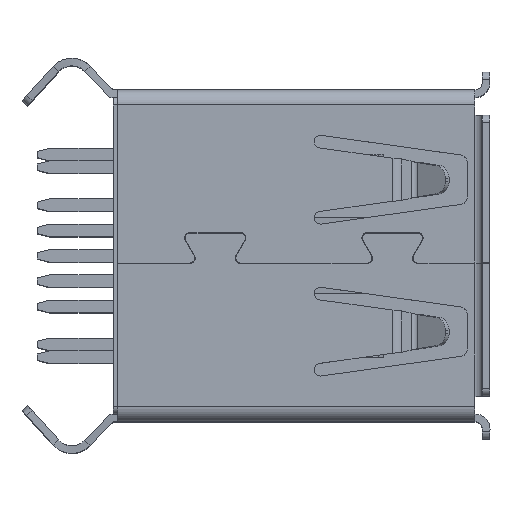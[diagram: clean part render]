
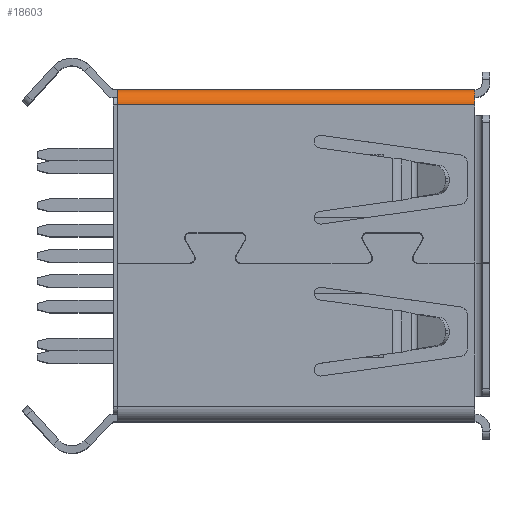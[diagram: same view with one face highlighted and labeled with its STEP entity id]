
A CAD part, top view. The second image highlights one B-rep face of the part: STEP entity #18603.
In plain terms, the highlighted cylindrical face has radius 0.6 mm (diameter 1.2 mm), a partial arc.
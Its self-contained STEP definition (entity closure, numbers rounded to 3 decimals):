
#1889=CARTESIAN_POINT('',(-5.475,6.183,6.51));
#1890=DIRECTION('',(-1.,0.,0.));
#1891=DIRECTION('',(0.,0.,1.));
#1892=AXIS2_PLACEMENT_3D('',#1889,#1890,#1891);
#4138=CARTESIAN_POINT('',(8.625,6.183,6.51));
#4139=DIRECTION('',(1.,0.,0.));
#4140=DIRECTION('',(0.,1.,0.));
#4141=AXIS2_PLACEMENT_3D('',#4138,#4139,#4140);
#4285=DIRECTION('',(-1.,0.,0.));
#4286=VECTOR('',#4285,14.1);
#4287=CARTESIAN_POINT('',(8.625,6.783,6.51));
#4288=LINE('',#4287,#4286);
#4289=DIRECTION('',(1.,0.,0.));
#4290=VECTOR('',#4289,14.1);
#4291=CARTESIAN_POINT('',(-5.475,6.183,7.11));
#4292=LINE('',#4291,#4290);
#10553=CARTESIAN_POINT('',(8.625,6.783,6.51));
#10554=CARTESIAN_POINT('',(-5.475,6.783,
6.51));
#10555=VERTEX_POINT('',#10553);
#10556=VERTEX_POINT('',#10554);
#10699=CARTESIAN_POINT('',(8.625,6.183,7.11));
#10700=VERTEX_POINT('',#10699);
#11226=CARTESIAN_POINT('',(-5.475,6.183,7.11));
#11227=VERTEX_POINT('',#11226);
#18592=CARTESIAN_POINT('',(1.235,6.183,6.51));
#18593=DIRECTION('',(1.,0.,0.));
#18594=DIRECTION('',(0.,-1.,0.));
#18595=AXIS2_PLACEMENT_3D('',#18592,#18593,#18594);
#18596=CYLINDRICAL_SURFACE('',#18595,0.6);
#18597=ORIENTED_EDGE('',*,*,#15593,.F.);
#18598=ORIENTED_EDGE('',*,*,#18348,.T.);
#18599=ORIENTED_EDGE('',*,*,#15026,.F.);
#18600=ORIENTED_EDGE('',*,*,#15180,.T.);
#18601=EDGE_LOOP('',(#18597,#18598,#18599,#18600));
#18602=FACE_OUTER_BOUND('',#18601,.F.);
#18603=ADVANCED_FACE('',(#18602),#18596,.T.);
#1893=CIRCLE('',#1892,0.6);
#4142=CIRCLE('',#4141,0.6);
#15026=EDGE_CURVE('',#11227,#10700,#4292,.T.);
#15180=EDGE_CURVE('',#11227,#10556,#1893,.T.);
#15593=EDGE_CURVE('',#10555,#10556,#4288,.T.);
#18348=EDGE_CURVE('',#10555,#10700,#4142,.T.);
